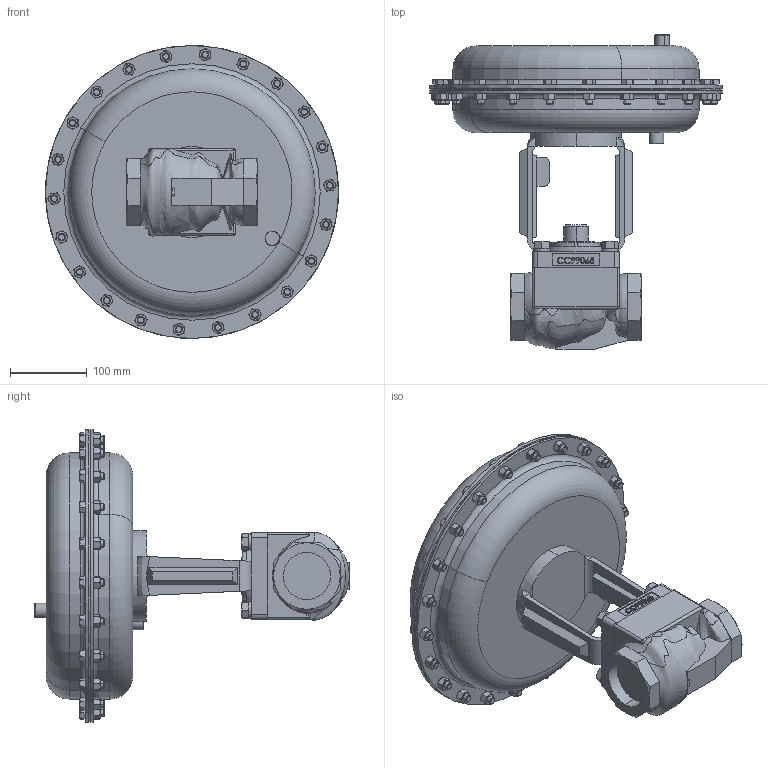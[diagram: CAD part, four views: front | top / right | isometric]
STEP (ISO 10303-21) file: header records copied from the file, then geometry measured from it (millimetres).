
FILE_DESCRIPTION (( 'STEP AP203' ), '1' );
FILE_NAME ('78-200-BR+CS+S6-SW-85M.step', '2017-09-25T13:16:59', ( '' ), ( '' ), 'SwSTEP 2.0', 'SolidWorks 2014', '' );
FILE_SCHEMA (( 'CONFIG_CONTROL_DESIGN' ));
Products named in the file (1): 78-200-BR+CS+S6-SW-85M
Bounding box: 381 x 408.58 x 381 mm (x, y, z)
Volume: 11218247.2 mm3; surface area: 533352 mm2
Topology: 1 solids, 1 shells, 1330 faces, 3160 edges, 1933 vertices
Faces by surface type: plane 558, cone 476, cylinder 178, bspline 100, torus 10, sphere 8
Entity records: 54793 total; most frequent: CARTESIAN_POINT 26130, ORIENTED_EDGE 6316, DIRECTION 5205, EDGE_CURVE 3158, AXIS2_PLACEMENT_3D 2007, VERTEX_POINT 1933, EDGE_LOOP 1487, ADVANCED_FACE 1330
